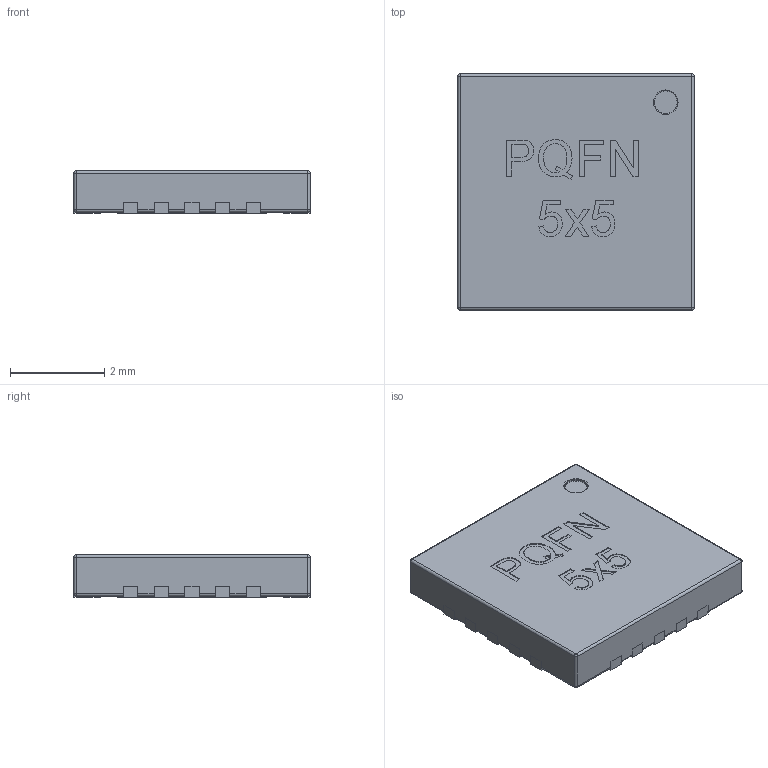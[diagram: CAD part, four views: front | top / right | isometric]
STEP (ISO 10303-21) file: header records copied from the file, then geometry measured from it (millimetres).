
FILE_DESCRIPTION (( 'STEP AP214' ), '1' );
FILE_NAME ('C67F957F-AB52-4A6A-AC86-CE6C78CA2355.STEP', '2024-02-04T19:11:42', ( '' ), ( '' ), 'SwSTEP 2.0', 'SolidWorks 2022', '' );
FILE_SCHEMA (( 'AUTOMOTIVE_DESIGN' ));
Length unit declared in the file: millimetre
Products named in the file (1): C67F957F-AB52-4A6A-AC86-CE6C78CA2355
Bounding box: 5 x 5 x 0.9 mm (x, y, z)
Volume: 22.1 mm3; surface area: 104.7 mm2
Topology: 22 solids, 22 shells, 376 faces, 946 edges, 616 vertices
Faces by surface type: plane 240, cylinder 84, bspline 40, sphere 8, torus 4
Entity records: 16494 total; most frequent: CARTESIAN_POINT 4187, ORIENTED_EDGE 1876, DIRECTION 1708, EDGE_CURVE 938, VECTOR 682, LINE 682, VERTEX_POINT 616, AXIS2_PLACEMENT_3D 513
